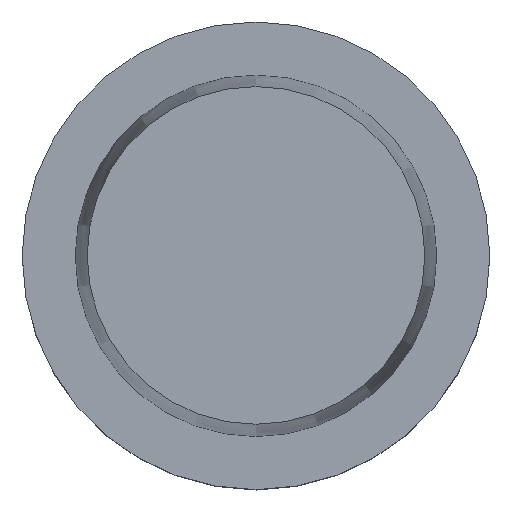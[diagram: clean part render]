
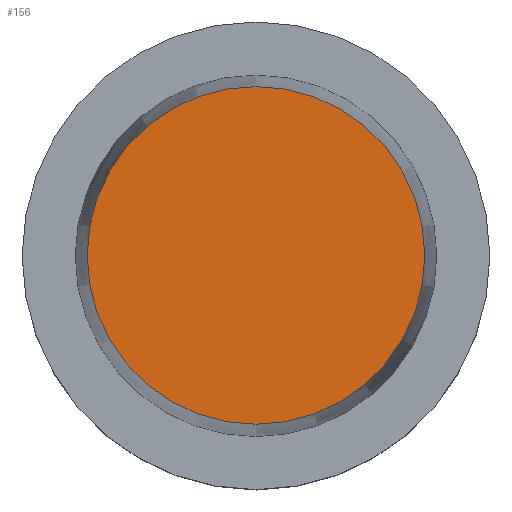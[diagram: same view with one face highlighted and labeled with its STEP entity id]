
A CAD part, top view. The second image highlights one B-rep face of the part: STEP entity #156.
In plain terms, the highlighted planar face has unit normal (0, 0, 1).
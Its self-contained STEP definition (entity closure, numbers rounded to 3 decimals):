
#115=FACE_OUTER_BOUND('',#256,.T.);
#122=PLANE('',#432);
#156=ADVANCED_FACE('',(#115),#122,.F.);
#256=EDGE_LOOP('',(#306));
#306=ORIENTED_EDGE('',*,*,#362,.F.);
#337=VERTEX_POINT('',#630);
#362=EDGE_CURVE('',#337,#337,#386,.T.);
#386=CIRCLE('',#431,22.722);
#431=AXIS2_PLACEMENT_3D('',#629,#522,#523);
#432=AXIS2_PLACEMENT_3D('',#631,#524,#525);
#522=DIRECTION('',(0.,0.,-1.));
#523=DIRECTION('',(0.,1.,0.));
#524=DIRECTION('',(0.,0.,-1.));
#525=DIRECTION('',(0.,1.,0.));
#629=CARTESIAN_POINT('',(0.,0.,31.9));
#630=CARTESIAN_POINT('',(0.,22.722,31.9));
#631=CARTESIAN_POINT('',(0.,0.,31.9));
